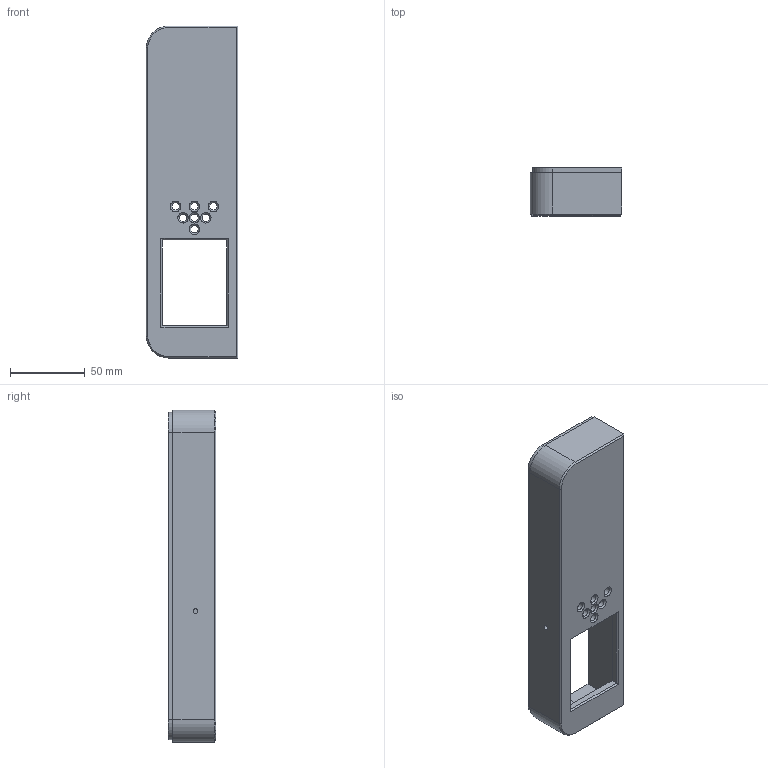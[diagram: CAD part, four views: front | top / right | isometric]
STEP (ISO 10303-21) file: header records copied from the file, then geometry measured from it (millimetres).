
FILE_DESCRIPTION(/* description */ (''),/* implementation_level */ '2;1');
FILE_NAME(/* name */ 'Front_panel_rev_C_SBD_1200_B5.step',/* time_stamp */ '2022-12-04T23:27:59+01:00',/* author */ (''),/* organization */ (''),/* preprocessor_version */ 'ST-DEVELOPER v19.2',/* originating_system */ 'Autodesk Translation Framework v11.17.0.187',/* authorisation */ '');
FILE_SCHEMA (('AUTOMOTIVE_DESIGN { 1 0 10303 214 3 1 1 }'));
Length unit declared in the file: millimetre
Products named in the file (1): Front_panel_rev_C_SBD_1200_B5
Bounding box: 61.3 x 32 x 222.5 mm (x, y, z)
Volume: 83600.3 mm3; surface area: 59716.8 mm2
Topology: 1 solids, 1 shells, 212 faces, 536 edges, 341 vertices
Faces by surface type: plane 108, cylinder 80, torus 13, cone 11
Full cylindrical faces by diameter (mm): 2.8 x2, 3 x9, 3.259 x1, 3.5 x1, 5 x7, 6.6 x7, 10 x2
Entity records: 6546 total; most frequent: CARTESIAN_POINT 1224, DIRECTION 1146, ORIENTED_EDGE 1072, EDGE_CURVE 536, AXIS2_PLACEMENT_3D 413, VERTEX_POINT 341, LINE 320, VECTOR 320
